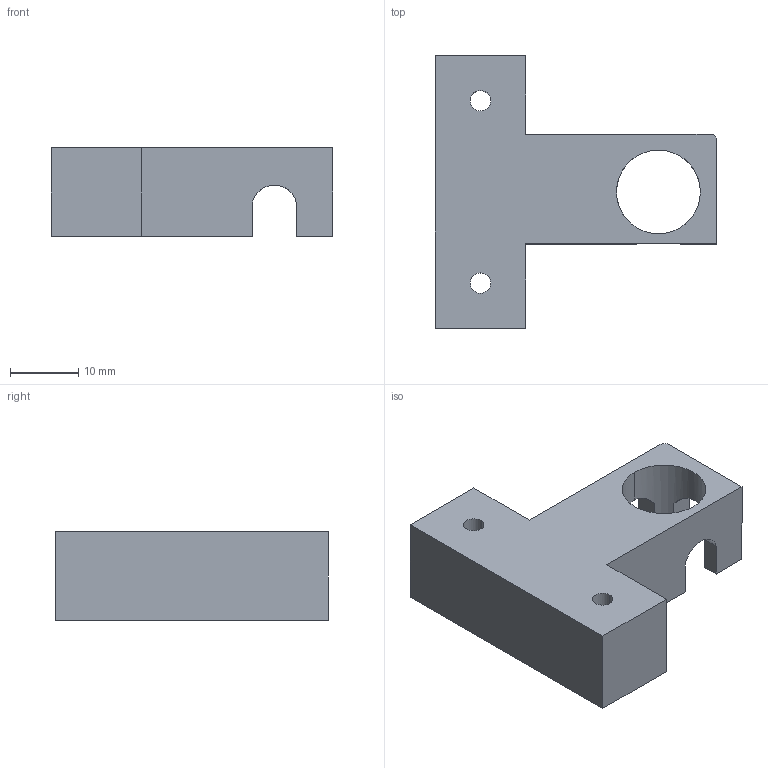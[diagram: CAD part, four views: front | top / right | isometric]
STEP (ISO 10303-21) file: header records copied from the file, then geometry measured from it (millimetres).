
FILE_DESCRIPTION(('STEP AP214'),'1');
FILE_NAME('3valve_fix.stp','2022-02-12T22:37:48',(' '),(' '),'Spatial InterOp 3D',' ',' ');
FILE_SCHEMA(('AUTOMOTIVE_DESIGN { 1 0 10303 214 1 1 1 1 }'));
Length unit declared in the file: metre
Products named in the file (1): agarre
Bounding box: 41.29 x 40 x 13.01 mm (x, y, z)
Volume: 10695.3 mm3; surface area: 4384.3 mm2
Topology: 1 solids, 1 shells, 31 faces, 88 edges, 58 vertices
Faces by surface type: plane 18, cylinder 13
Entity records: 1200 total; most frequent: CARTESIAN_POINT 346, ORIENTED_EDGE 176, DIRECTION 167, EDGE_CURVE 88, LINE 61, VECTOR 61, VERTEX_POINT 58, AXIS2_PLACEMENT_3D 53
